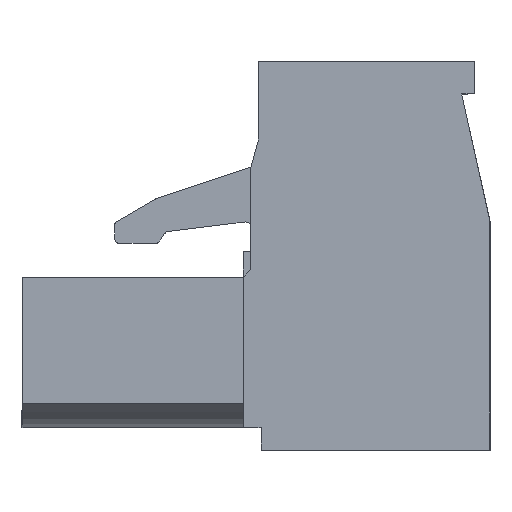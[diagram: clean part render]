
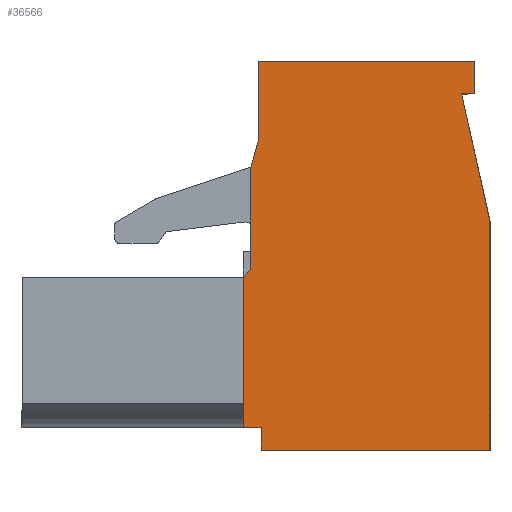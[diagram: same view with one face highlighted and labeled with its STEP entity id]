
A CAD part, left-side view. The second image highlights one B-rep face of the part: STEP entity #36566.
In plain terms, the highlighted planar face has unit normal (-1, 0, 0).
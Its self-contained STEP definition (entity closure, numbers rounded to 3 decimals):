
#6499=ORIENTED_EDGE('',*,*,#14096,.F.);
#6500=ORIENTED_EDGE('',*,*,#12575,.F.);
#6501=ORIENTED_EDGE('',*,*,#13315,.F.);
#6502=ORIENTED_EDGE('',*,*,#12096,.F.);
#6503=ORIENTED_EDGE('',*,*,#13301,.F.);
#6504=ORIENTED_EDGE('',*,*,#12633,.F.);
#6505=ORIENTED_EDGE('',*,*,#12204,.F.);
#6506=ORIENTED_EDGE('',*,*,#13302,.F.);
#6507=ORIENTED_EDGE('',*,*,#12024,.F.);
#6508=ORIENTED_EDGE('',*,*,#13306,.F.);
#6509=ORIENTED_EDGE('',*,*,#13309,.F.);
#6510=ORIENTED_EDGE('',*,*,#11270,.F.);
#6511=ORIENTED_EDGE('',*,*,#13346,.F.);
#11270=EDGE_CURVE('',#16427,#16428,#19829,.T.);
#12024=EDGE_CURVE('',#17084,#17085,#20518,.T.);
#12096=EDGE_CURVE('',#17156,#17157,#20590,.T.);
#12204=EDGE_CURVE('',#17248,#17249,#20697,.T.);
#12575=EDGE_CURVE('',#17601,#17602,#20999,.T.);
#12633=EDGE_CURVE('',#17249,#17651,#21056,.T.);
#13301=EDGE_CURVE('',#17651,#17156,#21659,.T.);
#13302=EDGE_CURVE('',#17085,#17248,#21660,.T.);
#13306=EDGE_CURVE('',#18119,#17084,#21664,.T.);
#13309=EDGE_CURVE('',#16428,#18119,#21667,.T.);
#13315=EDGE_CURVE('',#17157,#17601,#21673,.T.);
#13346=EDGE_CURVE('',#18131,#16427,#21702,.T.);
#14096=EDGE_CURVE('',#17602,#18131,#22352,.T.);
#16427=VERTEX_POINT('',#49900);
#16428=VERTEX_POINT('',#49902);
#17084=VERTEX_POINT('',#51411);
#17085=VERTEX_POINT('',#51413);
#17156=VERTEX_POINT('',#51556);
#17157=VERTEX_POINT('',#51558);
#17248=VERTEX_POINT('',#51757);
#17249=VERTEX_POINT('',#51759);
#17601=VERTEX_POINT('',#52486);
#17602=VERTEX_POINT('',#52488);
#17651=VERTEX_POINT('',#52604);
#18119=VERTEX_POINT('',#53910);
#18131=VERTEX_POINT('',#53988);
#19829=LINE('',#49901,#24513);
#20518=LINE('',#51412,#25202);
#20590=LINE('',#51557,#25274);
#20697=LINE('',#51758,#25381);
#20999=LINE('',#52487,#25683);
#21056=LINE('',#52603,#25740);
#21659=LINE('',#53900,#26343);
#21660=LINE('',#53902,#26344);
#21664=LINE('',#53911,#26348);
#21667=LINE('',#53916,#26351);
#21673=LINE('',#53925,#26357);
#21702=LINE('',#53989,#26386);
#22352=LINE('',#55632,#27036);
#24513=VECTOR('',#40259,1000.);
#25202=VECTOR('',#41278,1000.);
#25274=VECTOR('',#41352,1000.);
#25381=VECTOR('',#41463,1000.);
#25683=VECTOR('',#41913,1000.);
#25740=VECTOR('',#41990,1000.);
#26343=VECTOR('',#43051,1000.);
#26344=VECTOR('',#43054,1000.);
#26348=VECTOR('',#43060,1000.);
#26351=VECTOR('',#43065,1000.);
#26357=VECTOR('',#43075,1000.);
#26386=VECTOR('',#43154,1000.);
#27036=VECTOR('',#45310,1000.);
#30442=EDGE_LOOP('',(#6499,#6500,#6501,#6502,#6503,#6504,#6505,#6506,#6507,
#6508,#6509,#6510,#6511));
#32767=FACE_BOUND('',#30442,.T.);
#34694=PLANE('',#39091);
#36566=ADVANCED_FACE('',(#32767),#34694,.F.);
#39091=AXIS2_PLACEMENT_3D('',#55766,#45472,#45473);
#40259=DIRECTION('',(0.,0.,1.));
#41278=DIRECTION('',(0.,-1.,0.));
#41352=DIRECTION('',(0.,1.,0.));
#41463=DIRECTION('',(0.,1.,0.));
#41913=DIRECTION('',(0.,1.,0.));
#41990=DIRECTION('',(0.,-0.217,-0.976));
#43051=DIRECTION('',(0.,0.,-1.));
#43054=DIRECTION('',(0.,0.,-1.));
#43060=DIRECTION('',(0.,0.,1.));
#43065=DIRECTION('',(0.,-0.263,0.965));
#43075=DIRECTION('',(0.,0.,1.));
#43154=DIRECTION('',(0.,-0.707,0.707));
#45310=DIRECTION('',(0.,0.,1.));
#45472=DIRECTION('',(1.,0.,0.));
#45473=DIRECTION('',(0.,0.,-1.));
#49900=CARTESIAN_POINT('',(-43.28,4.85,2.575));
#49901=CARTESIAN_POINT('',(-43.28,4.85,6.55));
#49902=CARTESIAN_POINT('',(-43.28,4.85,6.55));
#51411=CARTESIAN_POINT('',(-43.28,4.55,10.65));
#51412=CARTESIAN_POINT('',(-43.28,-3.85,10.65));
#51413=CARTESIAN_POINT('',(-43.28,-3.85,10.65));
#51556=CARTESIAN_POINT('',(-43.28,-4.45,-4.45));
#51557=CARTESIAN_POINT('',(-43.28,4.45,-4.45));
#51558=CARTESIAN_POINT('',(-43.28,4.45,-4.45));
#51757=CARTESIAN_POINT('',(-43.28,-3.85,9.4));
#51758=CARTESIAN_POINT('',(-43.28,-3.35,9.4));
#51759=CARTESIAN_POINT('',(-43.28,-3.35,9.4));
#52486=CARTESIAN_POINT('',(-43.28,4.45,-3.575));
#52487=CARTESIAN_POINT('',(-43.28,5.15,-3.575));
#52488=CARTESIAN_POINT('',(-43.28,5.15,-3.575));
#52603=CARTESIAN_POINT('',(-43.28,-3.35,9.4));
#52604=CARTESIAN_POINT('',(-43.28,-4.45,4.45));
#53900=CARTESIAN_POINT('',(-43.28,-4.45,-4.45));
#53902=CARTESIAN_POINT('',(-43.28,-3.85,9.4));
#53910=CARTESIAN_POINT('',(-43.28,4.55,7.65));
#53911=CARTESIAN_POINT('',(-43.28,4.55,10.65));
#53916=CARTESIAN_POINT('',(-43.28,4.55,7.65));
#53925=CARTESIAN_POINT('',(-43.28,4.45,-3.575));
#53988=CARTESIAN_POINT('',(-43.28,5.15,2.275));
#53989=CARTESIAN_POINT('',(-43.28,5.15,2.275));
#55632=CARTESIAN_POINT('',(-43.28,5.15,2.275));
#55766=CARTESIAN_POINT('',(-43.28,0.,0.));
